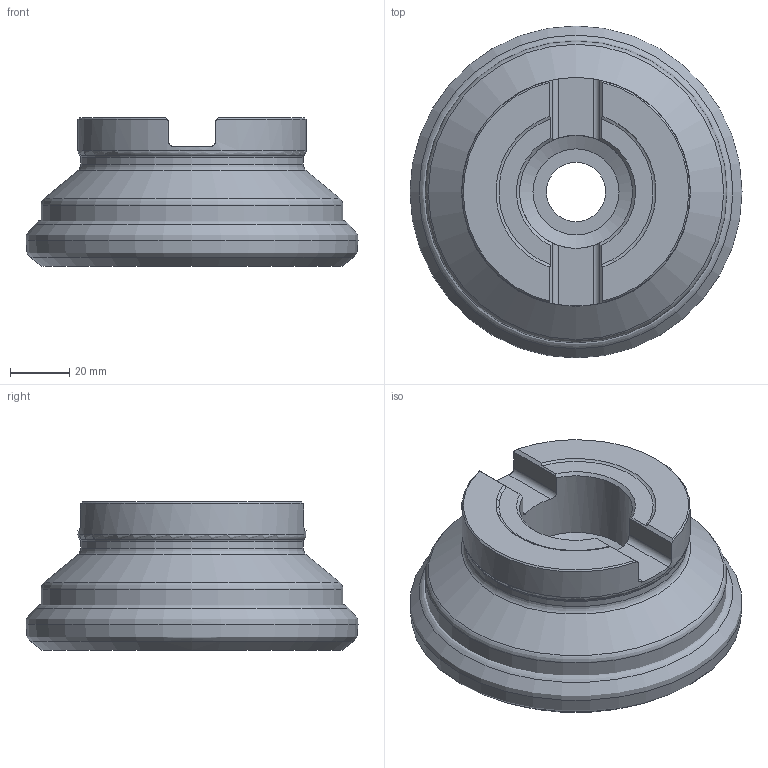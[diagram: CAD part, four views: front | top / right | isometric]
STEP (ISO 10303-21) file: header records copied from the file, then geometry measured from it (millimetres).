
FILE_DESCRIPTION(/* description */ (''),/* implementation_level */ '2;1');
FILE_NAME(/* name */ 'R220.43-04.00-06-06SA_Basic.stp',/* time_stamp */ '2024-06-24T14:13:06+06:00',/* author */ (''),/* organization */ (''),/* preprocessor_version */ 'ST-DEVELOPER v16.7',/* originating_system */ 'SIEMENS PLM Software NX 12.0',/* authorisation */ '');
FILE_SCHEMA (('AUTOMOTIVE_DESIGN { 1 0 10303 214 3 1 1 1 }'));
Length unit declared in the file: millimetre
Products named in the file (4): CUT; NOCUT; ASSEMBLY_CONSTRUCTION; A2745211_stp_stp
Assembly tree (3 placements, depth 2):
  A2745211_stp_stp
    ASSEMBLY_CONSTRUCTION
    NOCUT
    CUT
Bounding box: 111.94 x 111.94 x 50.01 mm (x, y, z)
Volume: 311033.9 mm3; surface area: 49461 mm2
Topology: 2 solids, 2 shells, 58 faces, 148 edges, 105 vertices
Faces by surface type: plane 17, cone 12, torus 11, cylinder 10, revolution 8
Full cylindrical faces by diameter (mm): 20 x1, 35 x1, 38.1 x1, 75 x1, 77 x1, 101.752 x1
Entity records: 2198 total; most frequent: CARTESIAN_POINT 755, DIRECTION 272, ORIENTED_EDGE 210, AXIS2_PLACEMENT_3D 118, EDGE_CURVE 105, EDGE_LOOP 92, VERTEX_POINT 81, FACE_BOUND 68
